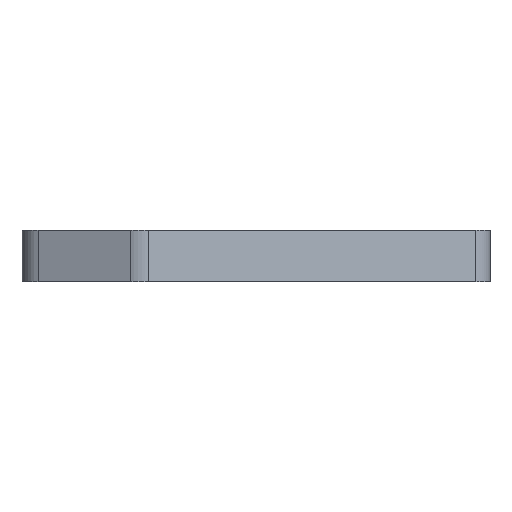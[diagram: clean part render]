
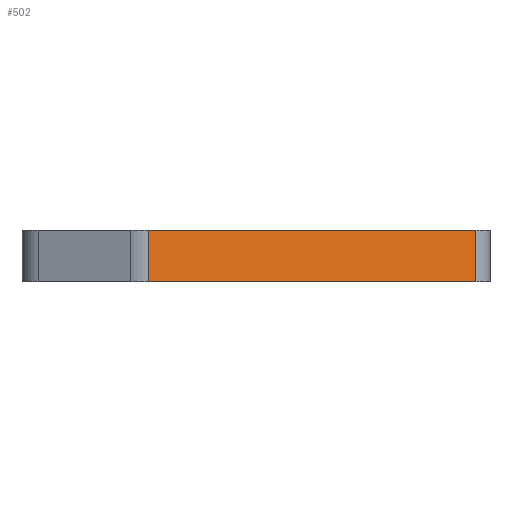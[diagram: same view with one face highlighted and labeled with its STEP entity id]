
A CAD part, front view. The second image highlights one B-rep face of the part: STEP entity #502.
In plain terms, the highlighted planar face has unit normal (0.314, -0.949, 0).
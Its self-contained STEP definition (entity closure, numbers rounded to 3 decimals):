
#33 = EDGE_CURVE ( 'NONE', #74, #204, #823, .T. ) ;
#74 = VERTEX_POINT ( 'NONE', #180 ) ;
#81 = DIRECTION ( 'NONE',  ( -0.949, -0.314, 0. ) ) ;
#92 = EDGE_CURVE ( 'NONE', #204, #458, #861, .T. ) ;
#115 = CARTESIAN_POINT ( 'NONE',  ( 206.058, 87.933, 0. ) ) ;
#122 = AXIS2_PLACEMENT_3D ( 'NONE', #1045, #242, #81 ) ;
#128 = VECTOR ( 'NONE', #208, 1000. ) ;
#145 = VECTOR ( 'NONE', #329, 1000. ) ;
#180 = CARTESIAN_POINT ( 'NONE',  ( 142.758, 66.989, 10. ) ) ;
#183 = CARTESIAN_POINT ( 'NONE',  ( 206.058, 87.933, 10. ) ) ;
#204 = VERTEX_POINT ( 'NONE', #612 ) ;
#208 = DIRECTION ( 'NONE',  ( 0.949, 0.314, 0. ) ) ;
#228 = LINE ( 'NONE', #428, #830 ) ;
#242 = DIRECTION ( 'NONE',  ( -0.314, 0.949, 0. ) ) ;
#244 = EDGE_CURVE ( 'NONE', #705, #458, #337, .T. ) ;
#253 = ORIENTED_EDGE ( 'NONE', *, *, #627, .T. ) ;
#260 = DIRECTION ( 'NONE',  ( 0., 0., -1. ) ) ;
#329 = DIRECTION ( 'NONE',  ( 0.949, 0.314, 0. ) ) ;
#337 = LINE ( 'NONE', #115, #128 ) ;
#385 = PLANE ( 'NONE',  #122 ) ;
#428 = CARTESIAN_POINT ( 'NONE',  ( 142.758, 66.989, 10. ) ) ;
#444 = FACE_OUTER_BOUND ( 'NONE', #743, .T. ) ;
#458 = VERTEX_POINT ( 'NONE', #724 ) ;
#487 = ORIENTED_EDGE ( 'NONE', *, *, #244, .T. ) ;
#502 = ADVANCED_FACE ( 'NONE', ( #444 ), #385, .F. ) ;
#514 = CARTESIAN_POINT ( 'NONE',  ( 206.058, 87.933, 10. ) ) ;
#612 = CARTESIAN_POINT ( 'NONE',  ( 206.058, 87.933, 10. ) ) ;
#627 = EDGE_CURVE ( 'NONE', #74, #705, #228, .T. ) ;
#665 = VECTOR ( 'NONE', #759, 1000. ) ;
#705 = VERTEX_POINT ( 'NONE', #994 ) ;
#724 = CARTESIAN_POINT ( 'NONE',  ( 206.058, 87.933, 0. ) ) ;
#743 = EDGE_LOOP ( 'NONE', ( #487, #845, #991, #253 ) ) ;
#759 = DIRECTION ( 'NONE',  ( 0., 0., -1. ) ) ;
#823 = LINE ( 'NONE', #183, #145 ) ;
#830 = VECTOR ( 'NONE', #260, 1000. ) ;
#845 = ORIENTED_EDGE ( 'NONE', *, *, #92, .F. ) ;
#861 = LINE ( 'NONE', #514, #665 ) ;
#991 = ORIENTED_EDGE ( 'NONE', *, *, #33, .F. ) ;
#994 = CARTESIAN_POINT ( 'NONE',  ( 142.758, 66.989, 0. ) ) ;
#1045 = CARTESIAN_POINT ( 'NONE',  ( 206.058, 87.933, 10. ) ) ;
